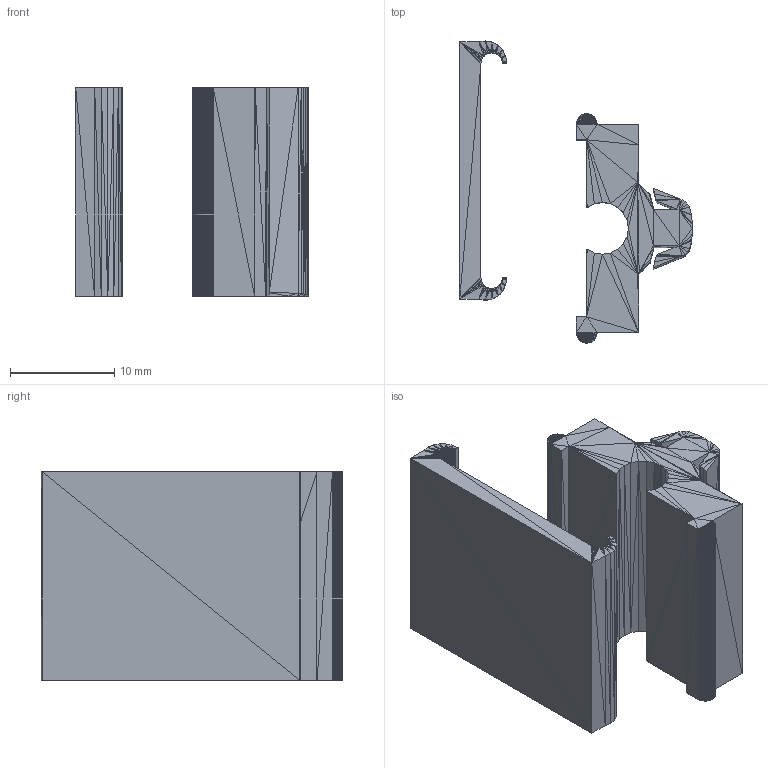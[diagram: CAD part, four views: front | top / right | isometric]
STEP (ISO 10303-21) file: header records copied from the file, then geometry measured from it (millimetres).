
FILE_DESCRIPTION(('FreeCAD Model'),'2;1');
FILE_NAME('Open CASCADE Shape Model','2023-10-31T11:48:54',('Author'),( ''),'Open CASCADE STEP processor 7.6','FreeCAD','Unknown');
FILE_SCHEMA(('AUTOMOTIVE_DESIGN { 1 0 10303 214 1 1 1 1 }'));
Products named in the file (1): CableTidy001
Bounding box: 22.34 x 29 x 20.01 mm (x, y, z)
Surface area: 3330.3 mm2 (no closed solid volume)
Topology: 0 solids, 992 shells, 992 faces, 2976 edges, 2976 vertices
Faces by surface type: plane 992
Entity records: 63507 total; most frequent: CARTESIAN_POINT 9921, DIRECTION 7938, LINE 5952, VECTOR 5952, ORIENTED_EDGE 2976, EDGE_CURVE 2976, VERTEX_POINT 2976, SURFACE_CURVE 2976
